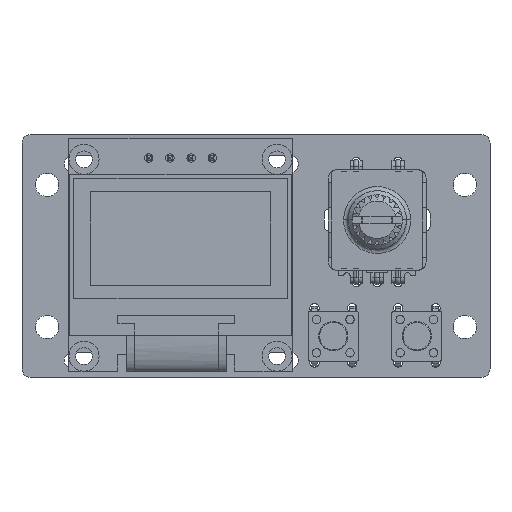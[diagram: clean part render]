
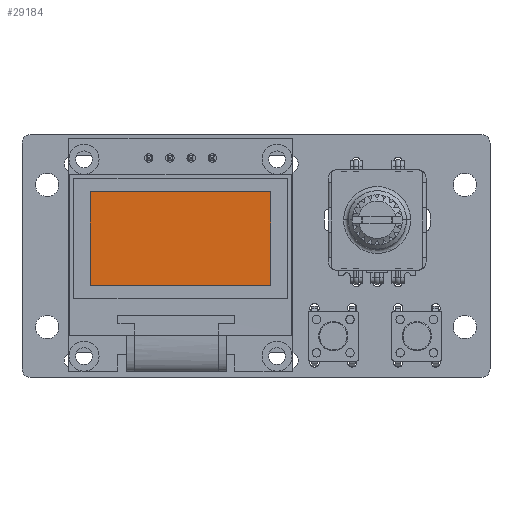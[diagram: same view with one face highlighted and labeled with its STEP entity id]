
A CAD part, top view. The second image highlights one B-rep face of the part: STEP entity #29184.
In plain terms, the highlighted planar face has unit normal (0, 0, 1).
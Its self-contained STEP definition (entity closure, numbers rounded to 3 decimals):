
#29094 = VERTEX_POINT('',#29095);
#29095 = CARTESIAN_POINT('',(-23.55,-8.054,1.265));
#29101 = EDGE_CURVE('',#29102,#29094,#29104,.T.);
#29102 = VERTEX_POINT('',#29103);
#29103 = CARTESIAN_POINT('',(-45.11,-8.054,1.265));
#29104 = LINE('',#29105,#29106);
#29105 = CARTESIAN_POINT('',(-45.11,-8.054,1.265));
#29106 = VECTOR('',#29107,1.);
#29107 = DIRECTION('',(1.,0.,-0.));
#29125 = VERTEX_POINT('',#29126);
#29126 = CARTESIAN_POINT('',(-23.55,3.166,1.265));
#29132 = EDGE_CURVE('',#29094,#29125,#29133,.T.);
#29133 = LINE('',#29134,#29135);
#29134 = CARTESIAN_POINT('',(-23.55,3.166,1.265));
#29135 = VECTOR('',#29136,1.);
#29136 = DIRECTION('',(0.,1.,-0.));
#29149 = VERTEX_POINT('',#29150);
#29150 = CARTESIAN_POINT('',(-45.11,3.166,1.265));
#29156 = EDGE_CURVE('',#29125,#29149,#29157,.T.);
#29157 = LINE('',#29158,#29159);
#29158 = CARTESIAN_POINT('',(-45.11,3.166,1.265));
#29159 = VECTOR('',#29160,1.);
#29160 = DIRECTION('',(-1.,-0.,-0.));
#29173 = EDGE_CURVE('',#29149,#29102,#29174,.T.);
#29174 = LINE('',#29175,#29176);
#29175 = CARTESIAN_POINT('',(-45.11,3.166,1.265));
#29176 = VECTOR('',#29177,1.);
#29177 = DIRECTION('',(-0.,-1.,-0.));
#29184 = ADVANCED_FACE('',(#29185),#29191,.T.);
#29185 = FACE_BOUND('',#29186,.T.);
#29186 = EDGE_LOOP('',(#29187,#29188,#29189,#29190));
#29187 = ORIENTED_EDGE('',*,*,#29132,.T.);
#29188 = ORIENTED_EDGE('',*,*,#29156,.T.);
#29189 = ORIENTED_EDGE('',*,*,#29173,.T.);
#29190 = ORIENTED_EDGE('',*,*,#29101,.T.);
#29191 = PLANE('',#29192);
#29192 = AXIS2_PLACEMENT_3D('',#29193,#29194,#29195);
#29193 = CARTESIAN_POINT('',(-34.33,-3.004,1.265));
#29194 = DIRECTION('',(0.,0.,1.));
#29195 = DIRECTION('',(1.,0.,-0.));
